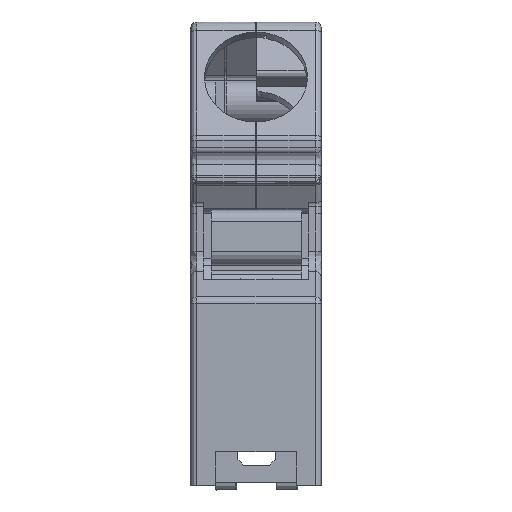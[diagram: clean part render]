
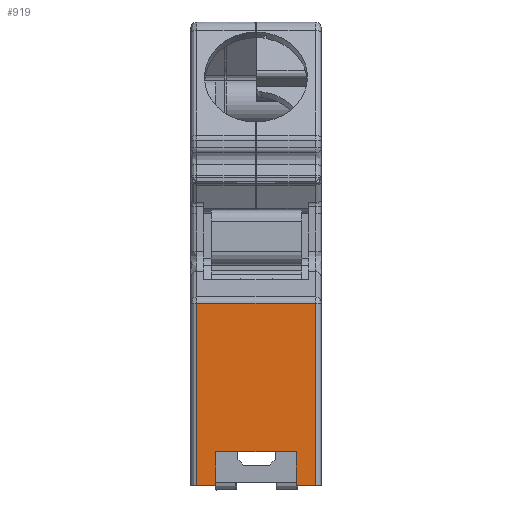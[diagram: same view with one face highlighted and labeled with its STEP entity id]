
A CAD part, front view. The second image highlights one B-rep face of the part: STEP entity #919.
In plain terms, the highlighted planar face has unit normal (0, -1, 0).
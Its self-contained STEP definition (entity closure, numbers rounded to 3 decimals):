
#820=CARTESIAN_POINT('',(10.8,31.15,-15.893));
#821=VERTEX_POINT('',#820);
#822=CARTESIAN_POINT('',(10.8,31.15,-32.));
#823=VERTEX_POINT('',#822);
#824=CARTESIAN_POINT('',(10.8,31.15,-15.893));
#825=DIRECTION('',(0.,0.,-1.));
#826=VECTOR('',#825,16.107);
#827=LINE('',#824,#826);
#828=EDGE_CURVE('',#821,#823,#827,.T.);
#857=CARTESIAN_POINT('',(5.75,31.15,-23.946));
#858=DIRECTION('',(0.,0.,-1.));
#859=DIRECTION('',(0.,-1.,-0.));
#860=AXIS2_PLACEMENT_3D('',#857,#859,#858);
#861=PLANE('',#860);
#862=CARTESIAN_POINT('',(9.1,31.15,-32.));
#863=VERTEX_POINT('',#862);
#864=CARTESIAN_POINT('',(9.1,31.15,-32.));
#865=DIRECTION('',(1.,0.,0.));
#866=VECTOR('',#865,1.7);
#867=LINE('',#864,#866);
#868=EDGE_CURVE('',#863,#823,#867,.T.);
#869=ORIENTED_EDGE('',*,*,#868,.T.);
#870=ORIENTED_EDGE('',*,*,#828,.F.);
#871=CARTESIAN_POINT('',(0.3,31.15,-15.893));
#872=VERTEX_POINT('',#871);
#873=CARTESIAN_POINT('',(0.3,31.15,-15.893));
#874=DIRECTION('',(1.,0.,0.));
#875=VECTOR('',#874,10.5);
#876=LINE('',#873,#875);
#877=EDGE_CURVE('',#872,#821,#876,.T.);
#878=ORIENTED_EDGE('',*,*,#877,.F.);
#879=CARTESIAN_POINT('',(0.3,31.15,-32.));
#880=VERTEX_POINT('',#879);
#881=CARTESIAN_POINT('',(0.3,31.15,-32.));
#882=DIRECTION('',(0.,0.,1.));
#883=VECTOR('',#882,16.107);
#884=LINE('',#881,#883);
#885=EDGE_CURVE('',#880,#872,#884,.T.);
#886=ORIENTED_EDGE('',*,*,#885,.F.);
#887=CARTESIAN_POINT('',(2.,31.15,-32.));
#888=VERTEX_POINT('',#887);
#889=CARTESIAN_POINT('',(2.,31.15,-32.));
#890=DIRECTION('',(-1.,0.,0.));
#891=VECTOR('',#890,1.7);
#892=LINE('',#889,#891);
#893=EDGE_CURVE('',#888,#880,#892,.T.);
#894=ORIENTED_EDGE('',*,*,#893,.F.);
#895=CARTESIAN_POINT('',(2.,31.15,-29.));
#896=VERTEX_POINT('',#895);
#897=CARTESIAN_POINT('',(2.,31.15,-32.));
#898=DIRECTION('',(0.,0.,1.));
#899=VECTOR('',#898,3.);
#900=LINE('',#897,#899);
#901=EDGE_CURVE('',#888,#896,#900,.T.);
#902=ORIENTED_EDGE('',*,*,#901,.T.);
#903=CARTESIAN_POINT('',(9.1,31.15,-29.));
#904=VERTEX_POINT('',#903);
#905=CARTESIAN_POINT('',(2.,31.15,-29.));
#906=DIRECTION('',(1.,0.,0.));
#907=VECTOR('',#906,7.1);
#908=LINE('',#905,#907);
#909=EDGE_CURVE('',#896,#904,#908,.T.);
#910=ORIENTED_EDGE('',*,*,#909,.T.);
#911=CARTESIAN_POINT('',(9.1,31.15,-29.));
#912=DIRECTION('',(0.,0.,-1.));
#913=VECTOR('',#912,3.);
#914=LINE('',#911,#913);
#915=EDGE_CURVE('',#904,#863,#914,.T.);
#916=ORIENTED_EDGE('',*,*,#915,.T.);
#917=EDGE_LOOP('',(#869,#870,#878,#886,#894,#902,#910,#916));
#918=FACE_OUTER_BOUND('',#917,.T.);
#919=ADVANCED_FACE('',(#918),#861,.T.);
